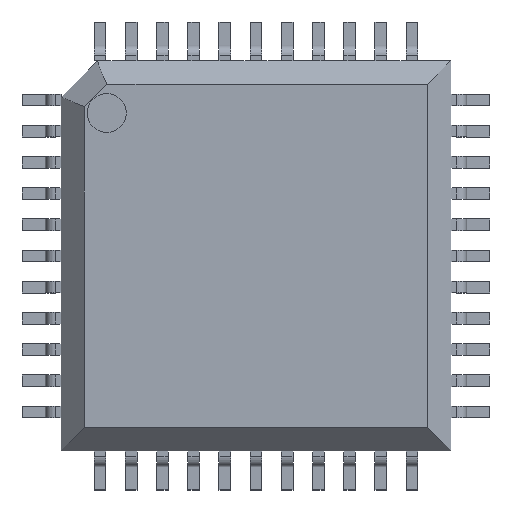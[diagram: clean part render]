
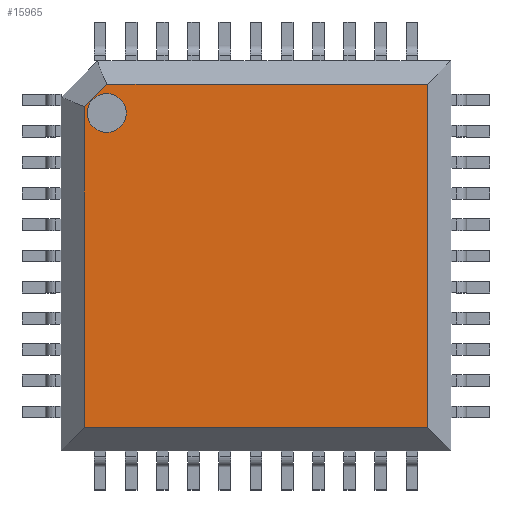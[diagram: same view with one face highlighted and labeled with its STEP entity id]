
A CAD part, top view. The second image highlights one B-rep face of the part: STEP entity #15965.
In plain terms, the highlighted planar face has unit normal (0, 0, 1).
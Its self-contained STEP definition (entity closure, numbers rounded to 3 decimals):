
#942 = VERTEX_POINT ( 'NONE', #14872 ) ;
#944 = VERTEX_POINT ( 'NONE', #14914 ) ;
#952 = VERTEX_POINT ( 'NONE', #14884 ) ;
#954 = VERTEX_POINT ( 'NONE', #14683 ) ;
#955 = VERTEX_POINT ( 'NONE', #14618 ) ;
#1103 = VERTEX_POINT ( 'NONE', #4969 ) ;
#1111 = VERTEX_POINT ( 'NONE', #4977 ) ;
#4969 = CARTESIAN_POINT ( 'NONE',  ( -3.328, 3.664, 1.45 ) ) ;
#4977 = CARTESIAN_POINT ( 'NONE',  ( -4.328, 3.664, 1.45 ) ) ;
#11529 = PLANE ( 'NONE',  #12393 ) ;
#11530 = CARTESIAN_POINT ( 'NONE',  ( 5., 5., 1.45 ) ) ;
#11531 = DIRECTION ( 'NONE',  ( 0., 0., -1. ) ) ;
#11532 = DIRECTION ( 'NONE',  ( -1., 0., 0. ) ) ;
#12187 = CARTESIAN_POINT ( 'NONE',  ( -3.828, 3.664, 1.45 ) ) ;
#12188 = DIRECTION ( 'NONE',  ( 0., 0., 1. ) ) ;
#12189 = DIRECTION ( 'NONE',  ( 1., 0., 0. ) ) ;
#12393 = AXIS2_PLACEMENT_3D ( 'NONE', #11530, #11531, #11532 ) ;
#12634 = CIRCLE ( 'NONE', #12641, 0.5 ) ;
#12641 = AXIS2_PLACEMENT_3D ( 'NONE', #12187, #12188, #12189 ) ;
#12821 = CIRCLE ( 'NONE', #12828, 0.5 ) ;
#12828 = AXIS2_PLACEMENT_3D ( 'NONE', #13863, #13864, #13865 ) ;
#12829 = VECTOR ( 'NONE', #13867, 1000. ) ;
#12830 = VECTOR ( 'NONE', #13869, 1000. ) ;
#12831 = VECTOR ( 'NONE', #13871, 1000. ) ;
#12832 = VECTOR ( 'NONE', #13873, 1000. ) ;
#12833 = VECTOR ( 'NONE', #13875, 1000. ) ;
#12957 = FACE_OUTER_BOUND ( 'NONE', #16312, .T. ) ;
#12958 = FACE_BOUND ( 'NONE', #16338, .T. ) ;
#13387 = LINE ( 'NONE', #13866, #12829 ) ;
#13388 = LINE ( 'NONE', #13868, #12830 ) ;
#13389 = LINE ( 'NONE', #13870, #12831 ) ;
#13390 = LINE ( 'NONE', #13872, #12832 ) ;
#13391 = LINE ( 'NONE', #13874, #12833 ) ;
#13863 = CARTESIAN_POINT ( 'NONE',  ( -3.828, 3.664, 1.45 ) ) ;
#13864 = DIRECTION ( 'NONE',  ( 0., 0., 1. ) ) ;
#13865 = DIRECTION ( 'NONE',  ( 1., 0., 0. ) ) ;
#13866 = CARTESIAN_POINT ( 'NONE',  ( 4.4, 5., 1.45 ) ) ;
#13867 = DIRECTION ( 'NONE',  ( 0., 1., 0. ) ) ;
#13868 = CARTESIAN_POINT ( 'NONE',  ( 5., -4.4, 1.45 ) ) ;
#13869 = DIRECTION ( 'NONE',  ( 1., 0., 0. ) ) ;
#13870 = CARTESIAN_POINT ( 'NONE',  ( -4.4, 5., 1.45 ) ) ;
#13871 = DIRECTION ( 'NONE',  ( 0., -1., 0. ) ) ;
#13872 = CARTESIAN_POINT ( 'NONE',  ( 5., 4.4, 1.45 ) ) ;
#13873 = DIRECTION ( 'NONE',  ( -1., 0., 0. ) ) ;
#13874 = CARTESIAN_POINT ( 'NONE',  ( -4.576, 3.646, 1.45 ) ) ;
#13875 = DIRECTION ( 'NONE',  ( -0.707, -0.707, 0. ) ) ;
#14618 = CARTESIAN_POINT ( 'NONE',  ( 4.4, 4.4, 1.45 ) ) ;
#14683 = CARTESIAN_POINT ( 'NONE',  ( -3.822, 4.4, 1.45 ) ) ;
#14872 = CARTESIAN_POINT ( 'NONE',  ( -4.4, -4.4, 1.45 ) ) ;
#14884 = CARTESIAN_POINT ( 'NONE',  ( -4.4, 3.822, 1.45 ) ) ;
#14914 = CARTESIAN_POINT ( 'NONE',  ( 4.4, -4.4, 1.45 ) ) ;
#15965 = ADVANCED_FACE ( 'NONE', ( #12957, #12958 ), #11529, .F. ) ;
#16312 = EDGE_LOOP ( 'NONE', ( #16557, #16559, #16558, #16560, #16561 ) ) ;
#16338 = EDGE_LOOP ( 'NONE', ( #16563, #16564 ) ) ;
#16557 = ORIENTED_EDGE ( 'NONE', *, *, #17288, .T. ) ;
#16558 = ORIENTED_EDGE ( 'NONE', *, *, #17287, .T. ) ;
#16559 = ORIENTED_EDGE ( 'NONE', *, *, #17289, .T. ) ;
#16560 = ORIENTED_EDGE ( 'NONE', *, *, #17286, .T. ) ;
#16561 = ORIENTED_EDGE ( 'NONE', *, *, #17285, .T. ) ;
#16563 = ORIENTED_EDGE ( 'NONE', *, *, #17284, .F. ) ;
#16564 = ORIENTED_EDGE ( 'NONE', *, *, #17116, .F. ) ;
#17116 = EDGE_CURVE ( 'NONE', #1111, #1103, #12634, .T. ) ;
#17284 = EDGE_CURVE ( 'NONE', #1103, #1111, #12821, .T. ) ;
#17285 = EDGE_CURVE ( 'NONE', #944, #955, #13387, .T. ) ;
#17286 = EDGE_CURVE ( 'NONE', #942, #944, #13388, .T. ) ;
#17287 = EDGE_CURVE ( 'NONE', #952, #942, #13389, .T. ) ;
#17288 = EDGE_CURVE ( 'NONE', #955, #954, #13390, .T. ) ;
#17289 = EDGE_CURVE ( 'NONE', #954, #952, #13391, .T. ) ;
